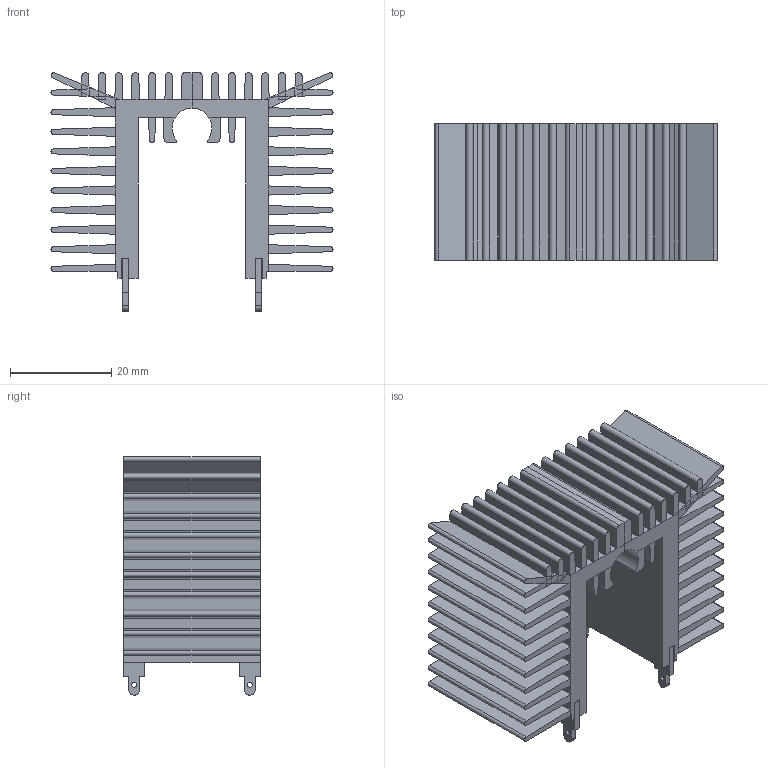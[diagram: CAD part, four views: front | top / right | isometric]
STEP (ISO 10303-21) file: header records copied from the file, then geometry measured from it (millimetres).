
FILE_DESCRIPTION(('FreeCAD Model'),'2;1');
FILE_NAME( 'MA-301-27E.step', '2019-12-21T08:37:46',('Author'),(''), 'Open CASCADE STEP processor 6.8','FreeCAD','Unknown');
FILE_SCHEMA(('AUTOMOTIVE_DESIGN { 1 0 10303 214 1 1 1 1 }'));
Length unit declared in the file: millimetre
Products named in the file (2): Fusion001; Fusion
Bounding box: 55.8 x 27 x 47.2 mm (x, y, z)
Volume: 23705.3 mm3; surface area: 25916 mm2
Topology: 5 solids, 5 shells, 386 faces, 922 edges, 546 vertices
Faces by surface type: plane 332, cylinder 54
Full cylindrical faces by diameter (mm): 1 x4
Entity records: 10847 total; most frequent: CARTESIAN_POINT 1855, ORIENTED_EDGE 1844, DIRECTION 1808, EDGE_CURVE 922, LINE 810, VECTOR 810, VERTEX_POINT 546, AXIS2_PLACEMENT_3D 499
